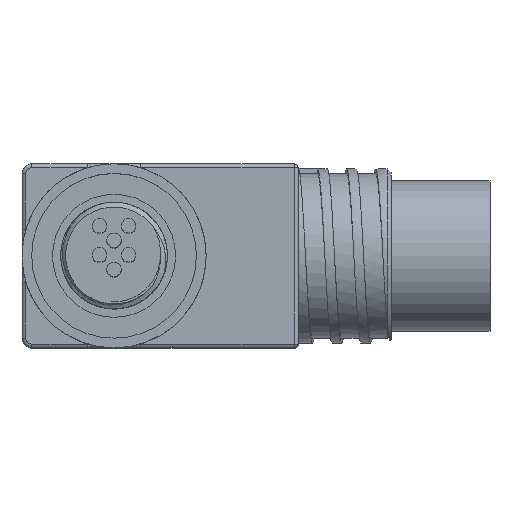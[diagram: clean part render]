
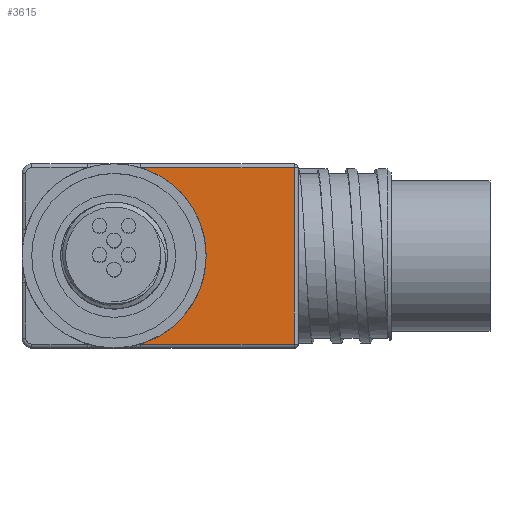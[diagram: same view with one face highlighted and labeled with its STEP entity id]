
A CAD part, top view. The second image highlights one B-rep face of the part: STEP entity #3615.
In plain terms, the highlighted planar face has unit normal (0, 0, 1).
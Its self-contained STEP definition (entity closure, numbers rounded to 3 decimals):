
#142=CIRCLE($,#3821,9.5);
#594=FACE_OUTER_BOUND($,#825,.T.);
#825=EDGE_LOOP($,(#3039,#3040,#3041,#3042));
#1079=LINE($,#8986,#1329);
#1082=LINE($,#9000,#1332);
#1089=LINE($,#9029,#1339);
#1329=VECTOR($,#4344,15.872);
#1332=VECTOR($,#4359,15.872);
#1339=VECTOR($,#4394,18.2);
#1638=VERTEX_POINT($,#8979);
#1640=VERTEX_POINT($,#8984);
#1641=VERTEX_POINT($,#8989);
#1644=VERTEX_POINT($,#8996);
#2086=EDGE_CURVE($,#1640,#1638,#1079,.T.);
#2093=EDGE_CURVE($,#1641,#1644,#1082,.T.);
#2108=EDGE_CURVE($,#1638,#1641,#1089,.T.);
#2147=EDGE_CURVE($,#1640,#1644,#142,.T.);
#3039=ORIENTED_EDGE($,*,*,#2093,.F.);
#3040=ORIENTED_EDGE($,*,*,#2108,.F.);
#3041=ORIENTED_EDGE($,*,*,#2086,.F.);
#3042=ORIENTED_EDGE($,*,*,#2147,.T.);
#3216=PLANE($,#3820);
#3615=ADVANCED_FACE($,(#594),#3216,.T.);
#3820=AXIS2_PLACEMENT_3D($,#9289,#4462,#4463);
#3821=AXIS2_PLACEMENT_3D($,#9290,#4464,#4465);
#4344=DIRECTION($,(1.,0.,0.));
#4359=DIRECTION($,(-1.,0.,0.));
#4394=DIRECTION($,(0.,-1.,0.));
#4462=DIRECTION('center_axis',(0.,0.,1.));
#4463=DIRECTION('ref_axis',(1.,0.,0.));
#4464=DIRECTION('center_axis',(0.,0.,-1.));
#4465=DIRECTION('ref_axis',(-1.,0.,0.));
#8979=CARTESIAN_POINT('',(18.6,9.1,0.));
#8984=CARTESIAN_POINT('',(2.728,9.1,0.));
#8986=CARTESIAN_POINT($,(11.875,9.1,0.));
#8989=CARTESIAN_POINT('',(18.6,-9.1,0.));
#8996=CARTESIAN_POINT('',(2.728,-9.1,0.));
#9000=CARTESIAN_POINT($,(-2.375,-9.1,0.));
#9029=CARTESIAN_POINT($,(18.6,-4.75,0.));
#9289=CARTESIAN_POINT('Origin',(4.75,0.,0.));
#9290=CARTESIAN_POINT('Origin',(0.,0.,0.));
